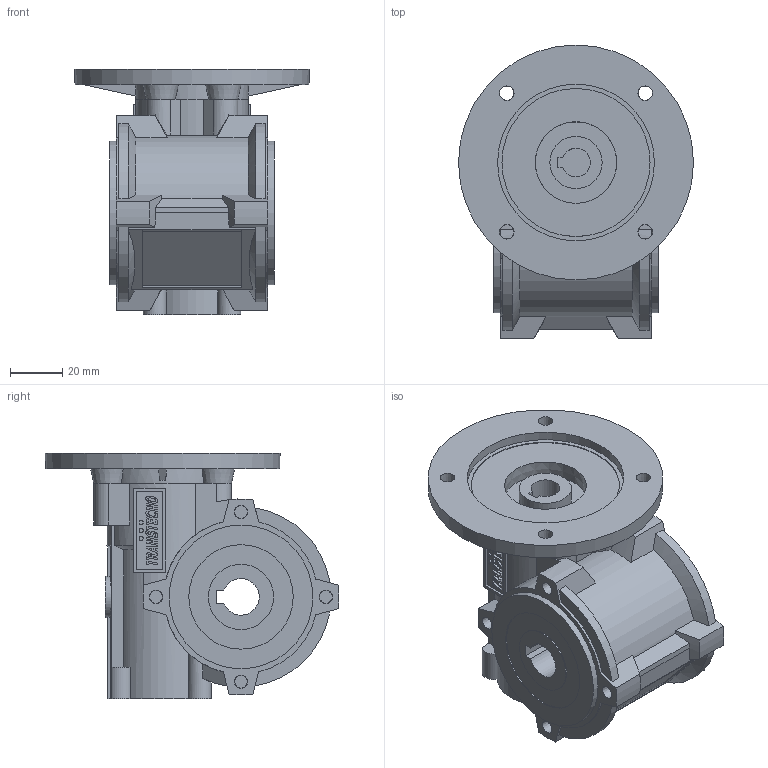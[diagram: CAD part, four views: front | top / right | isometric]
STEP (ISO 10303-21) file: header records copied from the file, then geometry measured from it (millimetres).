
FILE_DESCRIPTION( ( 'Unknown' ), '1' );
FILE_NAME( '90A6798E4E7786E984CA24F3C3CE5737.3d.stp', 'Unknown', ( 'Unknown' ), ( 'Unknown' ), 'PSStep 10.1', 'Unknown', ' ' );
FILE_SCHEMA( ( 'AUTOMOTIVE_DESIGN { 1 0 10303 214 1 1 1 1 }' ) );
Length unit declared in the file: millimetre
Products named in the file (1): CL030 cassa
Bounding box: 89.95 x 112.44 x 94 mm (x, y, z)
Volume: 291665.9 mm3; surface area: 54356.3 mm2
Topology: 1 solids, 6 shells, 566 faces, 1496 edges, 998 vertices
Faces by surface type: plane 352, extrusion 98, cylinder 75, cone 41
Full cylindrical faces by diameter (mm): 16 x1, 20 x2, 25 x2, 37 x1, 40 x2, 55 x2, 60 x1
Entity records: 24562 total; most frequent: CARTESIAN_POINT 6476, ORIENTED_EDGE 2888, DIRECTION 2468, EDGE_CURVE 1444, VECTOR 1026, VERTEX_POINT 977, LINE 928, AXIS2_PLACEMENT_3D 721
